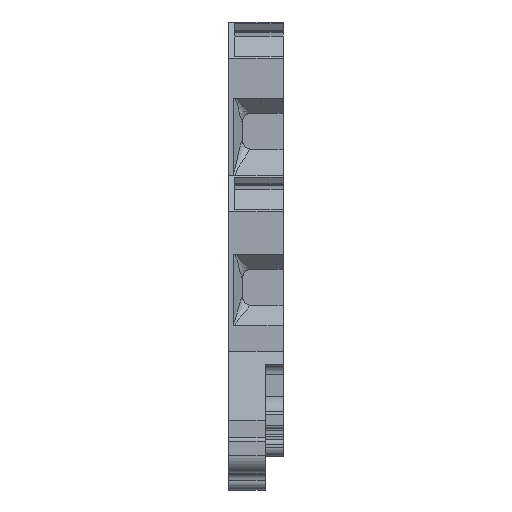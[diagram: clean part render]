
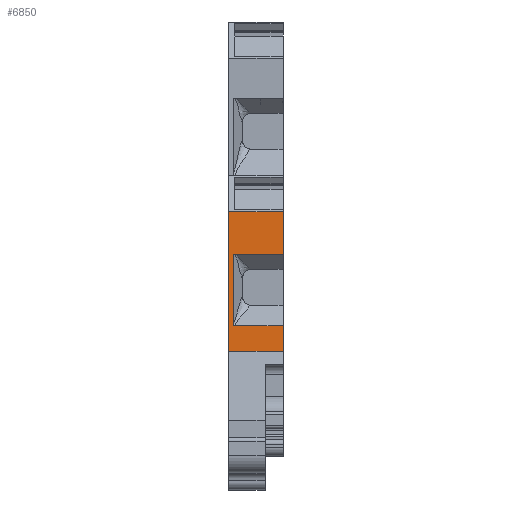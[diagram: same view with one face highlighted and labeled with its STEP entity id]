
A CAD part, front view. The second image highlights one B-rep face of the part: STEP entity #6850.
In plain terms, the highlighted planar face has unit normal (0, -1, 0).
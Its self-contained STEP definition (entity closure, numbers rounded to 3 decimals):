
#6813=AXIS2_PLACEMENT_3D('Plane Axis2P3D',#6810,#6811,#6812) ;
#2816=CARTESIAN_POINT('Vertex',(0.5,0.,26.1)) ;
#2819=CARTESIAN_POINT('Line Origine',(0.5,0.,22.251)) ;
#2823=CARTESIAN_POINT('Vertex',(0.5,0.,18.402)) ;
#3044=CARTESIAN_POINT('Control Point',(0.5,0.,18.402)) ;
#3045=CARTESIAN_POINT('Control Point',(0.5,0.,18.323)) ;
#3046=CARTESIAN_POINT('Control Point',(0.524,0.,18.243)) ;
#3047=CARTESIAN_POINT('Control Point',(0.587,0.,18.2)) ;
#3048=CARTESIAN_POINT('Control Point',(0.656,0.,18.2)) ;
#3049=CARTESIAN_POINT('Vertex',(0.656,0.,18.2)) ;
#3972=CARTESIAN_POINT('Line Origine',(3.328,0.,18.2)) ;
#3976=CARTESIAN_POINT('Vertex',(6.,0.,18.2)) ;
#4533=CARTESIAN_POINT('Vertex',(6.,0.,26.1)) ;
#4536=CARTESIAN_POINT('Line Origine',(3.25,0.,26.1)) ;
#6784=CARTESIAN_POINT('Line Origine',(3.,0.,15.35)) ;
#6788=CARTESIAN_POINT('Vertex',(0.,0.,15.35)) ;
#6790=CARTESIAN_POINT('Vertex',(6.,0.,15.35)) ;
#6810=CARTESIAN_POINT('Axis2P3D Location',(0.,0.,51.85)) ;
#6815=CARTESIAN_POINT('Line Origine',(6.,0.,28.475)) ;
#6819=CARTESIAN_POINT('Vertex',(6.,0.,30.85)) ;
#6822=CARTESIAN_POINT('Line Origine',(3.,0.,30.85)) ;
#6826=CARTESIAN_POINT('Vertex',(0.,0.,30.85)) ;
#6829=CARTESIAN_POINT('Line Origine',(0.,0.,23.1)) ;
#6834=CARTESIAN_POINT('Line Origine',(6.,0.,16.775)) ;
#2820=DIRECTION('Vector Direction',(0.,0.,-1.)) ;
#3973=DIRECTION('Vector Direction',(1.,0.,0.)) ;
#4537=DIRECTION('Vector Direction',(1.,0.,0.)) ;
#6785=DIRECTION('Vector Direction',(1.,0.,0.)) ;
#6811=DIRECTION('Axis2P3D Direction',(0.,-1.,0.)) ;
#6812=DIRECTION('Axis2P3D XDirection',(0.,0.,-1.)) ;
#6816=DIRECTION('Vector Direction',(0.,0.,-1.)) ;
#6823=DIRECTION('Vector Direction',(1.,0.,0.)) ;
#6830=DIRECTION('Vector Direction',(0.,0.,-1.)) ;
#6835=DIRECTION('Vector Direction',(0.,0.,-1.)) ;
#2821=VECTOR('Line Direction',#2820,1.) ;
#3974=VECTOR('Line Direction',#3973,1.) ;
#4538=VECTOR('Line Direction',#4537,1.) ;
#6786=VECTOR('Line Direction',#6785,1.) ;
#6817=VECTOR('Line Direction',#6816,1.) ;
#6824=VECTOR('Line Direction',#6823,1.) ;
#6831=VECTOR('Line Direction',#6830,1.) ;
#6836=VECTOR('Line Direction',#6835,1.) ;
#6840=ORIENTED_EDGE('',*,*,#2825,.F.) ;
#6841=ORIENTED_EDGE('',*,*,#4540,.T.) ;
#6842=ORIENTED_EDGE('',*,*,#6821,.F.) ;
#6843=ORIENTED_EDGE('',*,*,#6828,.F.) ;
#6844=ORIENTED_EDGE('',*,*,#6833,.T.) ;
#6845=ORIENTED_EDGE('',*,*,#6792,.T.) ;
#6846=ORIENTED_EDGE('',*,*,#6838,.F.) ;
#6847=ORIENTED_EDGE('',*,*,#3978,.F.) ;
#6848=ORIENTED_EDGE('',*,*,#3051,.T.) ;
#6850=ADVANCED_FACE('KLTR',(#6849),#6814,.T.) ;
#3043=B_SPLINE_CURVE_WITH_KNOTS('',4,(#3044,#3045,#3046,#3047,#3048),.UNSPECIFIED.,.F.,.U.,(5,5),(0.,0.85),.UNSPECIFIED.) ;
#2825=EDGE_CURVE('',#2817,#2824,#2822,.T.) ;
#3051=EDGE_CURVE('',#3050,#2824,#3043,.F.) ;
#3978=EDGE_CURVE('',#3050,#3977,#3975,.T.) ;
#4540=EDGE_CURVE('',#2817,#4534,#4539,.T.) ;
#6792=EDGE_CURVE('',#6789,#6791,#6787,.T.) ;
#6821=EDGE_CURVE('',#6820,#4534,#6818,.T.) ;
#6828=EDGE_CURVE('',#6827,#6820,#6825,.T.) ;
#6833=EDGE_CURVE('',#6827,#6789,#6832,.T.) ;
#6838=EDGE_CURVE('',#3977,#6791,#6837,.T.) ;
#6839=EDGE_LOOP('',(#6840,#6841,#6842,#6843,#6844,#6845,#6846,#6847,#6848)) ;
#6849=FACE_OUTER_BOUND('',#6839,.T.) ;
#2822=LINE('Line',#2819,#2821) ;
#3975=LINE('Line',#3972,#3974) ;
#4539=LINE('Line',#4536,#4538) ;
#6787=LINE('Line',#6784,#6786) ;
#6818=LINE('Line',#6815,#6817) ;
#6825=LINE('Line',#6822,#6824) ;
#6832=LINE('Line',#6829,#6831) ;
#6837=LINE('Line',#6834,#6836) ;
#6814=PLANE('',#6813) ;
#2817=VERTEX_POINT('',#2816) ;
#2824=VERTEX_POINT('',#2823) ;
#3050=VERTEX_POINT('',#3049) ;
#3977=VERTEX_POINT('',#3976) ;
#4534=VERTEX_POINT('',#4533) ;
#6789=VERTEX_POINT('',#6788) ;
#6791=VERTEX_POINT('',#6790) ;
#6820=VERTEX_POINT('',#6819) ;
#6827=VERTEX_POINT('',#6826) ;
